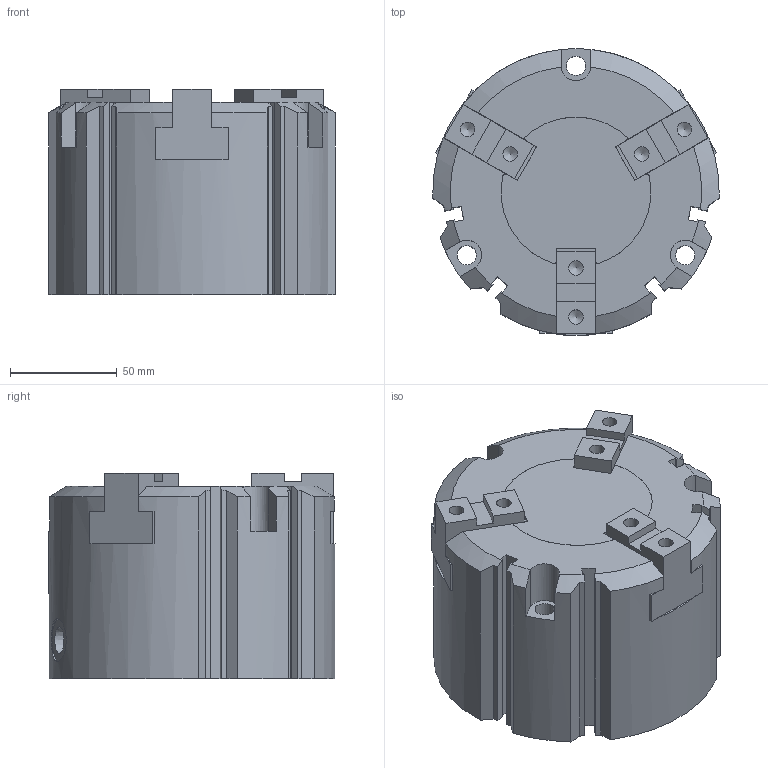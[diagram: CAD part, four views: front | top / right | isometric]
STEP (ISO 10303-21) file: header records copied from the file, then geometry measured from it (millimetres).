
FILE_DESCRIPTION(/* description */ (' '),/* implementation_level */ '2;1');
FILE_NAME(/* name */ 'YMP50-100.stp',/* time_stamp */ '2016-09-01T14:07:03+02:00',/* author */ ('Boceda'),/* organization */ (''),/* preprocessor_version */ 'ST-DEVELOPER v16.5',/* originating_system */ 'Autodesk Inventor 2017',/* authorisation */ '');
FILE_SCHEMA (('AUTOMOTIVE_DESIGN { 1 0 10303 214 3 1 1 }'));
Length unit declared in the file: millimetre
Products named in the file (1): YMP50-100
Bounding box: 133.88 x 133.85 x 96 mm (x, y, z)
Volume: 1161989.5 mm3; surface area: 94338.4 mm2
Topology: 1 solids, 1 shells, 228 faces, 620 edges, 403 vertices
Faces by surface type: plane 156, cylinder 47, cone 25
Full cylindrical faces by diameter (mm): 2.5 x2, 6.8 x9, 8 x1, 9 x3, 11.125 x2, 20 x2, 102 x1
Entity records: 6972 total; most frequent: CARTESIAN_POINT 1325, DIRECTION 1160, ORIENTED_EDGE 1148, EDGE_CURVE 574, VERTEX_POINT 392, AXIS2_PLACEMENT_3D 387, LINE 386, VECTOR 386
